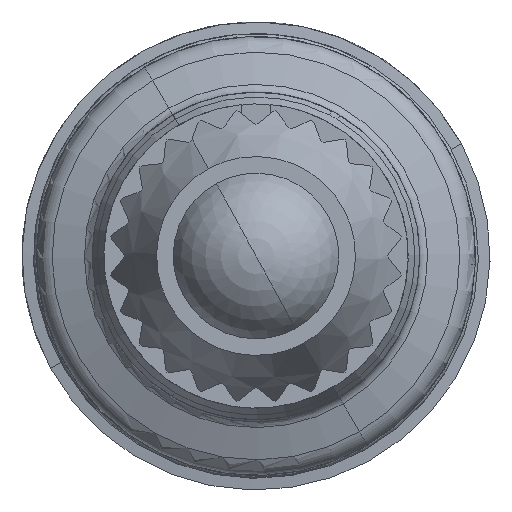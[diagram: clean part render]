
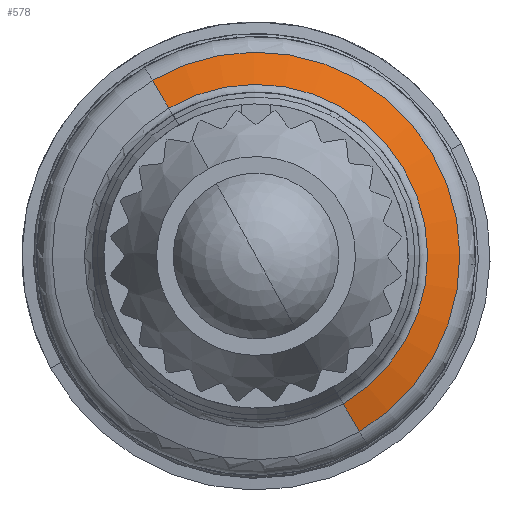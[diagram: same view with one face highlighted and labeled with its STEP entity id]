
A CAD part, front view. The second image highlights one B-rep face of the part: STEP entity #578.
In plain terms, the highlighted conical face has half-angle 70.433 degrees and reference radius 2.933 mm.
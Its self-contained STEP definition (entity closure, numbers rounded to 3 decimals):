
#466=AXIS2_PLACEMENT_3D('Circle Axis2P3D',#464,#465,$) ;
#551=AXIS2_PLACEMENT_3D('Cone Axis2P3D',#548,#549,#550) ;
#562=AXIS2_PLACEMENT_3D('Circle Axis2P3D',#560,#561,$) ;
#461=CARTESIAN_POINT('Vertex',(1.489,-8.083,-2.527)) ;
#464=CARTESIAN_POINT('Axis2P3D Location',(0.,-8.083,0.)) ;
#468=CARTESIAN_POINT('Vertex',(-1.489,-8.083,2.527)) ;
#548=CARTESIAN_POINT('Axis2P3D Location',(0.,-8.083,0.)) ;
#553=CARTESIAN_POINT('Line Origine',(239252.003,167442.875,-405856.949)) ;
#557=CARTESIAN_POINT('Vertex',(1.769,-7.887,-3.001)) ;
#560=CARTESIAN_POINT('Axis2P3D Location',(0.,-7.887,0.)) ;
#564=CARTESIAN_POINT('Vertex',(-1.769,-7.887,3.001)) ;
#567=CARTESIAN_POINT('Line Origine',(-239252.003,167442.875,405856.949)) ;
#465=DIRECTION('Axis2P3D Direction',(0.,1.,0.)) ;
#549=DIRECTION('Axis2P3D Direction',(0.,1.,0.)) ;
#550=DIRECTION('Axis2P3D XDirection',(-0.508,0.,0.861)) ;
#554=DIRECTION('Vector Direction',(0.479,0.335,-0.812)) ;
#561=DIRECTION('Axis2P3D Direction',(0.,1.,0.)) ;
#568=DIRECTION('Vector Direction',(-0.479,0.335,0.812)) ;
#555=VECTOR('Line Direction',#554,1.) ;
#569=VECTOR('Line Direction',#568,1.) ;
#573=ORIENTED_EDGE('',*,*,#559,.T.) ;
#574=ORIENTED_EDGE('',*,*,#566,.F.) ;
#575=ORIENTED_EDGE('',*,*,#571,.F.) ;
#576=ORIENTED_EDGE('',*,*,#470,.T.) ;
#578=ADVANCED_FACE('\X2\FF8EFF9EFF83FF9EFF68FF70\X0\.2',(#577),#552,.T.) ;
#467=CIRCLE('generated circle',#466,2.933) ;
#563=CIRCLE('generated circle',#562,3.484) ;
#552=CONICAL_SURFACE('Cone',#551,2.933,1.229) ;
#470=EDGE_CURVE('',#469,#462,#467,.T.) ;
#559=EDGE_CURVE('',#462,#558,#556,.T.) ;
#566=EDGE_CURVE('',#565,#558,#563,.T.) ;
#571=EDGE_CURVE('',#469,#565,#570,.T.) ;
#572=EDGE_LOOP('',(#573,#574,#575,#576)) ;
#577=FACE_OUTER_BOUND('',#572,.T.) ;
#556=LINE('Line',#553,#555) ;
#570=LINE('Line',#567,#569) ;
#462=VERTEX_POINT('',#461) ;
#469=VERTEX_POINT('',#468) ;
#558=VERTEX_POINT('',#557) ;
#565=VERTEX_POINT('',#564) ;
